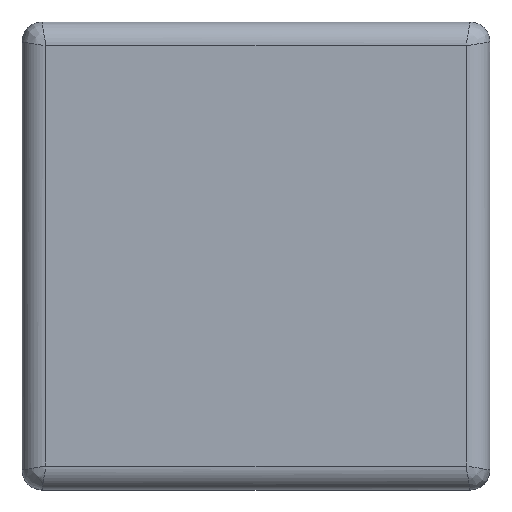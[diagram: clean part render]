
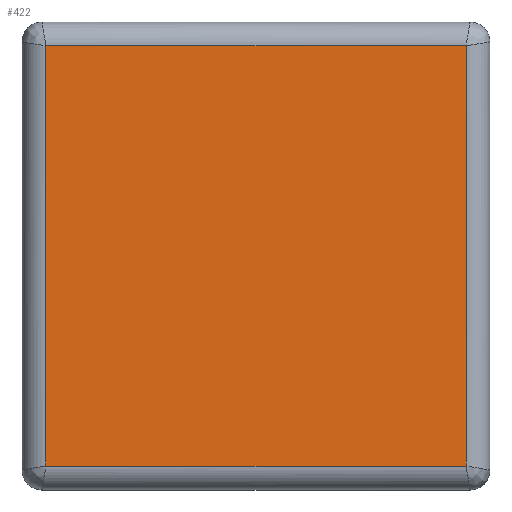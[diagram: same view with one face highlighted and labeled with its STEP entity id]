
A CAD part, top view. The second image highlights one B-rep face of the part: STEP entity #422.
In plain terms, the highlighted planar face has unit normal (0, 0, 1).
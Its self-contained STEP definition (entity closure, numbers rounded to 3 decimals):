
#18=PLANE('',#473);
#27=LINE('',#776,#63);
#30=LINE('',#780,#66);
#32=LINE('',#783,#68);
#34=LINE('',#786,#70);
#63=VECTOR('',#526,10.);
#66=VECTOR('',#531,10.);
#68=VECTOR('',#535,10.);
#70=VECTOR('',#539,10.);
#123=FACE_OUTER_BOUND('',#150,.T.);
#150=EDGE_LOOP('',(#330,#331,#332,#333));
#192=VERTEX_POINT('',#664);
#195=VERTEX_POINT('',#700);
#198=VERTEX_POINT('',#736);
#201=VERTEX_POINT('',#772);
#238=EDGE_CURVE('',#192,#201,#27,.T.);
#241=EDGE_CURVE('',#201,#198,#30,.T.);
#243=EDGE_CURVE('',#198,#195,#32,.T.);
#245=EDGE_CURVE('',#195,#192,#34,.T.);
#330=ORIENTED_EDGE('',*,*,#238,.F.);
#331=ORIENTED_EDGE('',*,*,#245,.F.);
#332=ORIENTED_EDGE('',*,*,#243,.F.);
#333=ORIENTED_EDGE('',*,*,#241,.F.);
#422=ADVANCED_FACE('',(#123),#18,.T.);
#473=AXIS2_PLACEMENT_3D('',#805,#559,#560);
#526=DIRECTION('',(0.,1.,0.));
#531=DIRECTION('',(1.,0.,0.));
#535=DIRECTION('',(0.,-1.,0.));
#539=DIRECTION('',(-1.,0.,0.));
#559=DIRECTION('center_axis',(0.,0.,1.));
#560=DIRECTION('ref_axis',(1.,0.,0.));
#664=CARTESIAN_POINT('',(-10.55,-10.55,15.));
#700=CARTESIAN_POINT('',(10.55,-10.55,15.));
#736=CARTESIAN_POINT('',(10.55,10.55,15.));
#772=CARTESIAN_POINT('',(-10.55,10.55,15.));
#776=CARTESIAN_POINT('',(-10.55,5.875,15.));
#780=CARTESIAN_POINT('',(5.875,10.55,15.));
#783=CARTESIAN_POINT('',(10.55,-5.875,15.));
#786=CARTESIAN_POINT('',(-5.875,-10.55,15.));
#805=CARTESIAN_POINT('Origin',(0.,0.,15.));
